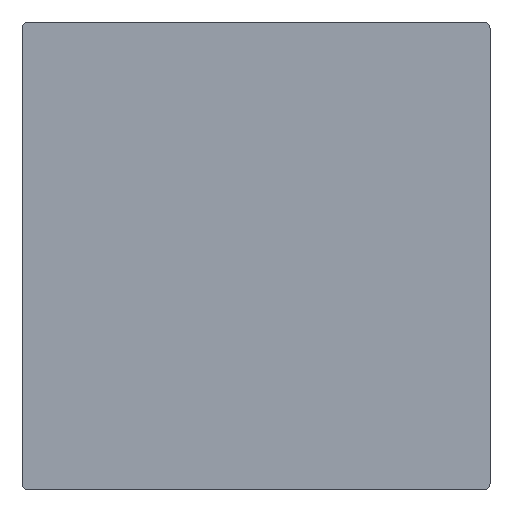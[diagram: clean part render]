
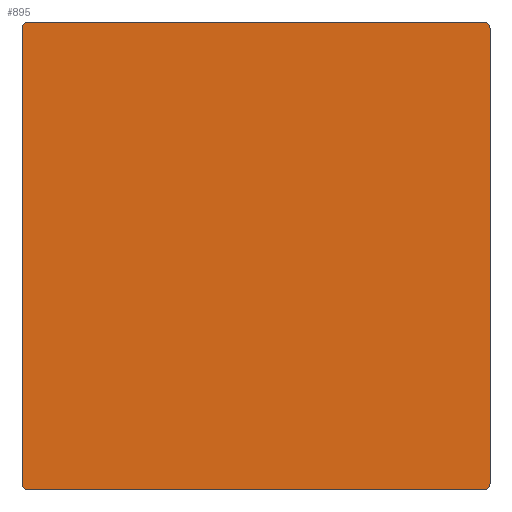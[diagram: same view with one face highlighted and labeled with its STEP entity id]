
A CAD part, front view. The second image highlights one B-rep face of the part: STEP entity #895.
In plain terms, the highlighted planar face has unit normal (0, -1, 0).
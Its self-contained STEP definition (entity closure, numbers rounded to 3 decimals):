
#9 = DIRECTION ( 'NONE',  ( 0., 0., -1. ) ) ;
#51 = ORIENTED_EDGE ( 'NONE', *, *, #1161, .F. ) ;
#61 = AXIS2_PLACEMENT_3D ( 'NONE', #285, #957, #379 ) ;
#72 = ORIENTED_EDGE ( 'NONE', *, *, #711, .T. ) ;
#92 = DIRECTION ( 'NONE',  ( 0., -1., 0. ) ) ;
#95 = CARTESIAN_POINT ( 'NONE',  ( -30., 0., -30. ) ) ;
#103 = ORIENTED_EDGE ( 'NONE', *, *, #448, .T. ) ;
#115 = VERTEX_POINT ( 'NONE', #232 ) ;
#119 = LINE ( 'NONE', #701, #551 ) ;
#120 = ORIENTED_EDGE ( 'NONE', *, *, #980, .F. ) ;
#131 = LINE ( 'NONE', #663, #250 ) ;
#138 = EDGE_CURVE ( 'NONE', #949, #626, #119, .T. ) ;
#157 = VERTEX_POINT ( 'NONE', #462 ) ;
#178 = CIRCLE ( 'NONE', #61, 0.8 ) ;
#197 = CARTESIAN_POINT ( 'NONE',  ( -30., 0., 29.2 ) ) ;
#208 = ORIENTED_EDGE ( 'NONE', *, *, #138, .F. ) ;
#210 = DIRECTION ( 'NONE',  ( 0., -1., 0. ) ) ;
#221 = CARTESIAN_POINT ( 'NONE',  ( 29.2, 0., 29.2 ) ) ;
#232 = CARTESIAN_POINT ( 'NONE',  ( 30., 0., 29.2 ) ) ;
#233 = DIRECTION ( 'NONE',  ( 0., 0., 1. ) ) ;
#250 = VECTOR ( 'NONE', #9, 1000. ) ;
#285 = CARTESIAN_POINT ( 'NONE',  ( -29.2, 0., -29.2 ) ) ;
#295 = DIRECTION ( 'NONE',  ( 0., -1., 0. ) ) ;
#353 = VERTEX_POINT ( 'NONE', #1189 ) ;
#365 = DIRECTION ( 'NONE',  ( 0., 0., 1. ) ) ;
#379 = DIRECTION ( 'NONE',  ( 0., 0., 1. ) ) ;
#393 = ORIENTED_EDGE ( 'NONE', *, *, #812, .F. ) ;
#404 = AXIS2_PLACEMENT_3D ( 'NONE', #1223, #930, #365 ) ;
#417 = VECTOR ( 'NONE', #829, 1000. ) ;
#448 = EDGE_CURVE ( 'NONE', #115, #626, #1139, .T. ) ;
#450 = AXIS2_PLACEMENT_3D ( 'NONE', #221, #210, #233 ) ;
#453 = VECTOR ( 'NONE', #854, 1000. ) ;
#462 = CARTESIAN_POINT ( 'NONE',  ( -30., 0., -29.2 ) ) ;
#471 = AXIS2_PLACEMENT_3D ( 'NONE', #648, #92, #761 ) ;
#504 = LINE ( 'NONE', #1023, #417 ) ;
#548 = AXIS2_PLACEMENT_3D ( 'NONE', #871, #295, #966 ) ;
#551 = VECTOR ( 'NONE', #707, 1000. ) ;
#576 = ORIENTED_EDGE ( 'NONE', *, *, #932, .T. ) ;
#593 = LINE ( 'NONE', #95, #453 ) ;
#611 = EDGE_CURVE ( 'NONE', #157, #809, #178, .T. ) ;
#626 = VERTEX_POINT ( 'NONE', #1018 ) ;
#648 = CARTESIAN_POINT ( 'NONE',  ( -29.2, 0., 29.2 ) ) ;
#663 = CARTESIAN_POINT ( 'NONE',  ( 30., 0., -30. ) ) ;
#675 = CIRCLE ( 'NONE', #471, 0.8 ) ;
#688 = VERTEX_POINT ( 'NONE', #197 ) ;
#701 = CARTESIAN_POINT ( 'NONE',  ( -30., 0., 30. ) ) ;
#707 = DIRECTION ( 'NONE',  ( 1., 0., 0. ) ) ;
#711 = EDGE_CURVE ( 'NONE', #353, #801, #739, .T. ) ;
#724 = ORIENTED_EDGE ( 'NONE', *, *, #611, .T. ) ;
#739 = CIRCLE ( 'NONE', #548, 0.8 ) ;
#761 = DIRECTION ( 'NONE',  ( 0., 0., 1. ) ) ;
#801 = VERTEX_POINT ( 'NONE', #1169 ) ;
#809 = VERTEX_POINT ( 'NONE', #1080 ) ;
#812 = EDGE_CURVE ( 'NONE', #353, #809, #504, .T. ) ;
#825 = EDGE_LOOP ( 'NONE', ( #208, #576, #120, #724, #393, #72, #51, #103 ) ) ;
#829 = DIRECTION ( 'NONE',  ( -1., 0., 0. ) ) ;
#854 = DIRECTION ( 'NONE',  ( 0., 0., 1. ) ) ;
#871 = CARTESIAN_POINT ( 'NONE',  ( 29.2, 0., -29.2 ) ) ;
#895 = ADVANCED_FACE ( 'NONE', ( #1025 ), #1034, .F. ) ;
#930 = DIRECTION ( 'NONE',  ( 0., 1., 0. ) ) ;
#932 = EDGE_CURVE ( 'NONE', #949, #688, #675, .T. ) ;
#945 = CARTESIAN_POINT ( 'NONE',  ( -29.2, 0., 30. ) ) ;
#949 = VERTEX_POINT ( 'NONE', #945 ) ;
#957 = DIRECTION ( 'NONE',  ( 0., -1., 0. ) ) ;
#966 = DIRECTION ( 'NONE',  ( 0., 0., 1. ) ) ;
#980 = EDGE_CURVE ( 'NONE', #157, #688, #593, .T. ) ;
#1018 = CARTESIAN_POINT ( 'NONE',  ( 29.2, 0., 30. ) ) ;
#1023 = CARTESIAN_POINT ( 'NONE',  ( -30., 0., -30. ) ) ;
#1025 = FACE_OUTER_BOUND ( 'NONE', #825, .T. ) ;
#1034 = PLANE ( 'NONE',  #404 ) ;
#1080 = CARTESIAN_POINT ( 'NONE',  ( -29.2, 0., -30. ) ) ;
#1139 = CIRCLE ( 'NONE', #450, 0.8 ) ;
#1161 = EDGE_CURVE ( 'NONE', #115, #801, #131, .T. ) ;
#1169 = CARTESIAN_POINT ( 'NONE',  ( 30., 0., -29.2 ) ) ;
#1189 = CARTESIAN_POINT ( 'NONE',  ( 29.2, 0., -30. ) ) ;
#1223 = CARTESIAN_POINT ( 'NONE',  ( -30., 0., 30. ) ) ;
